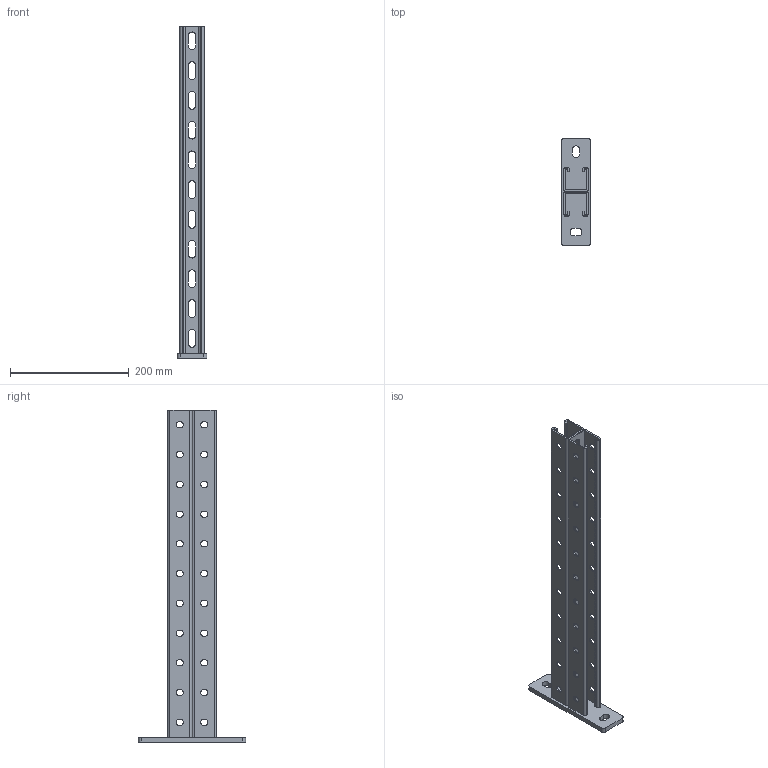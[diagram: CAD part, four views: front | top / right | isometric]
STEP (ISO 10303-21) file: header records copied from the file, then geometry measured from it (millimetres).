
FILE_DESCRIPTION (( 'STEP AP203' ), '1' );
FILE_NAME ('Êîíñîëü Strut äâîéíàÿ_h41-500.step', '2022-01-27T09:03:25', ( '' ), ( '' ), 'SwSTEP 2.0', 'SolidWorks 2017', '' );
FILE_SCHEMA (( 'CONFIG_CONTROL_DESIGN' ));
Length unit declared in the file: millimetre
Products named in the file (3): STRUT-镳铘桦黖h41-550; Êîíñîëü Strut äâîéíàÿ_h41-500; Ïÿòêà êîíñîëè ¹2_-01
Assembly tree (3 placements, depth 2):
  Êîíñîëü Strut äâîéíàÿ_h41-500
    Ïÿòêà êîíñîëè ¹2_-01
    STRUT-镳铘桦黖h41-550  x2
Bounding box: 50 x 180 x 558 mm (x, y, z)
Volume: 404817.7 mm3; surface area: 311366.1 mm2
Topology: 3 solids, 3 shells, 2089 faces, 6247 edges, 4164 vertices
Faces by surface type: plane 1936, cylinder 153
Entity records: 35324 total; most frequent: CARTESIAN_POINT 6308, ORIENTED_EDGE 6298, DIRECTION 5431, EDGE_CURVE 3149, LINE 2987, VECTOR 2987, VERTEX_POINT 2099, AXIS2_PLACEMENT_3D 1222
